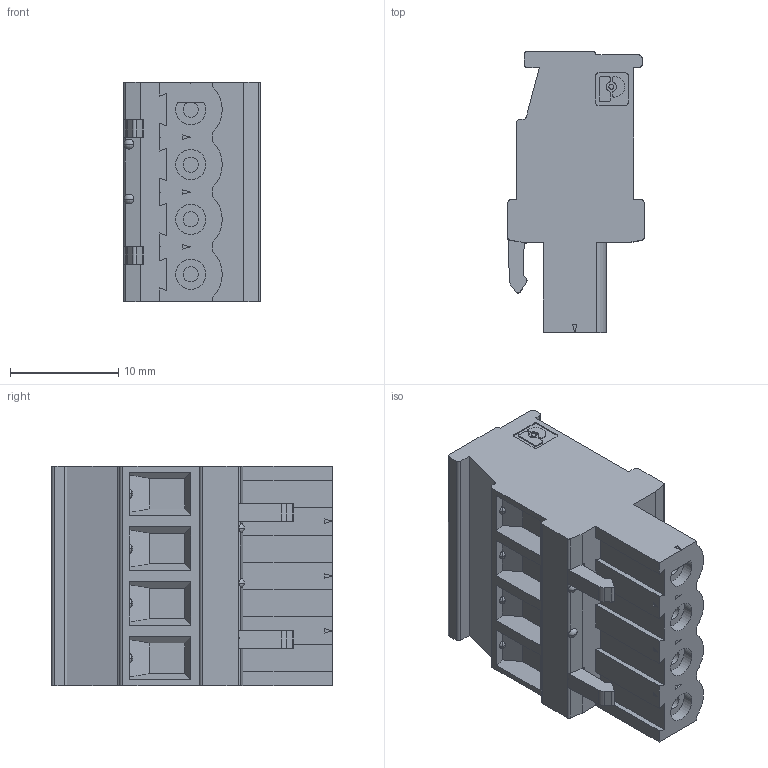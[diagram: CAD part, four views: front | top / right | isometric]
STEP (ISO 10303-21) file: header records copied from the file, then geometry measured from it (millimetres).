
FILE_DESCRIPTION(('SolidDesigner STEP Export'),'1');
FILE_NAME('mvstbr_2.5-4-st-5.08.stp','2000-07-11T11:00:31',(''),(''), 'SolidDesigner STEP processor Version: 7.0(Mar 1999)for AP214(CD)(Solid Model)', 'CoCreate SolidDesigner: 07.50 21-Dec-99(C) CoCreate Software GmbH','');
FILE_SCHEMA(('AUTOMOTIVE_DESIGN_CC2 {1 2 10303 214 -1 1 5 1}'));
Length unit declared in the file: millimetre
Products named in the file (2): mvstbr_2.5-4-st-5.08
Assembly tree (1 placements, depth 2):
  mvstbr_2.5-4-st-5.08
    mvstbr_2.5-4-st-5.08
Bounding box: 12.6 x 26 x 20.32 mm (x, y, z)
Volume: 4494 mm3; surface area: 2562.4 mm2
Topology: 1 solids, 1 shells, 266 faces, 698 edges, 465 vertices
Faces by surface type: plane 162, cylinder 82, sphere 22
Entity records: 10010 total; most frequent: CARTESIAN_POINT 1545, ORIENTED_EDGE 1396, DIRECTION 1207, EDGE_CURVE 698, VERTEX_POINT 465, VECTOR 453, LINE 453, AXIS2_PLACEMENT_3D 377
